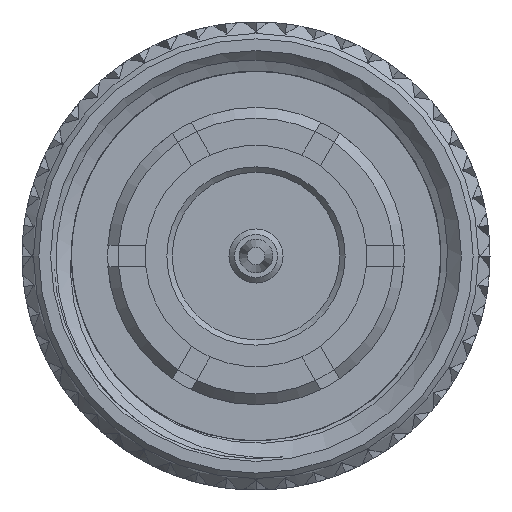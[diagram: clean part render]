
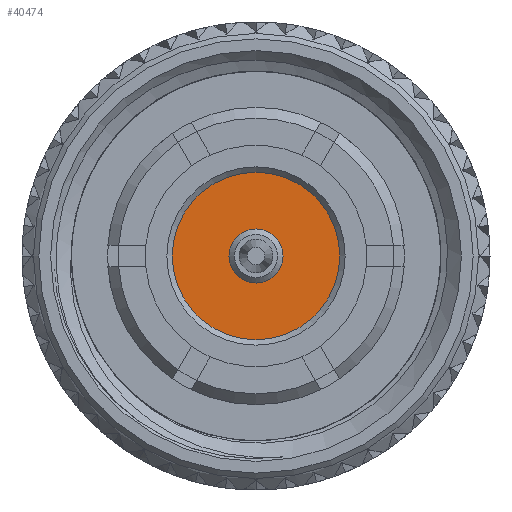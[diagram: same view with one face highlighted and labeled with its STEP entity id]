
A CAD part, left-side view. The second image highlights one B-rep face of the part: STEP entity #40474.
In plain terms, the highlighted planar face has unit normal (-1, 0, 0).
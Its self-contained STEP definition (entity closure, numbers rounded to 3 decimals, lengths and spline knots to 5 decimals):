
#770 = PLANE ( 'NONE',  #52336 ) ;
#3070 = AXIS2_PLACEMENT_3D ( 'NONE', #37200, #19665, #6223 ) ;
#3420 = EDGE_CURVE ( 'NONE', #12869, #12869, #42601, .T. ) ;
#4206 = VERTEX_POINT ( 'NONE', #59364 ) ;
#5453 = ORIENTED_EDGE ( 'NONE', *, *, #38589, .F. ) ;
#6223 = DIRECTION ( 'NONE',  ( 0., 0., 1. ) ) ;
#8549 = FACE_BOUND ( 'NONE', #67299, .T. ) ;
#10087 = CARTESIAN_POINT ( 'NONE',  ( 0.61, 0., 0. ) ) ;
#12869 = VERTEX_POINT ( 'NONE', #69503 ) ;
#19368 = CARTESIAN_POINT ( 'NONE',  ( 0.61, 0., 0. ) ) ;
#19665 = DIRECTION ( 'NONE',  ( 1., 0., 0. ) ) ;
#24262 = CIRCLE ( 'NONE', #32477, 0.05 ) ;
#32477 = AXIS2_PLACEMENT_3D ( 'NONE', #19368, #101767, #63086 ) ;
#37200 = CARTESIAN_POINT ( 'NONE',  ( 0.61, 0., 0. ) ) ;
#38589 = EDGE_CURVE ( 'NONE', #4206, #4206, #24262, .T. ) ;
#40474 = ADVANCED_FACE ( 'NONE', ( #49258, #8549 ), #770, .T. ) ;
#42601 = CIRCLE ( 'NONE', #3070, 0.155 ) ;
#49258 = FACE_OUTER_BOUND ( 'NONE', #66827, .T. ) ;
#52336 = AXIS2_PLACEMENT_3D ( 'NONE', #10087, #96103, #80671 ) ;
#59364 = CARTESIAN_POINT ( 'NONE',  ( 0.61, 0., 0.05 ) ) ;
#59665 = ORIENTED_EDGE ( 'NONE', *, *, #3420, .F. ) ;
#63086 = DIRECTION ( 'NONE',  ( 0., 0., 1. ) ) ;
#66827 = EDGE_LOOP ( 'NONE', ( #59665 ) ) ;
#67299 = EDGE_LOOP ( 'NONE', ( #5453 ) ) ;
#69503 = CARTESIAN_POINT ( 'NONE',  ( 0.61, 0., 0.155 ) ) ;
#80671 = DIRECTION ( 'NONE',  ( 0., 0., 1. ) ) ;
#96103 = DIRECTION ( 'NONE',  ( -1., 0., 0. ) ) ;
#101767 = DIRECTION ( 'NONE',  ( -1., 0., 0. ) ) ;
